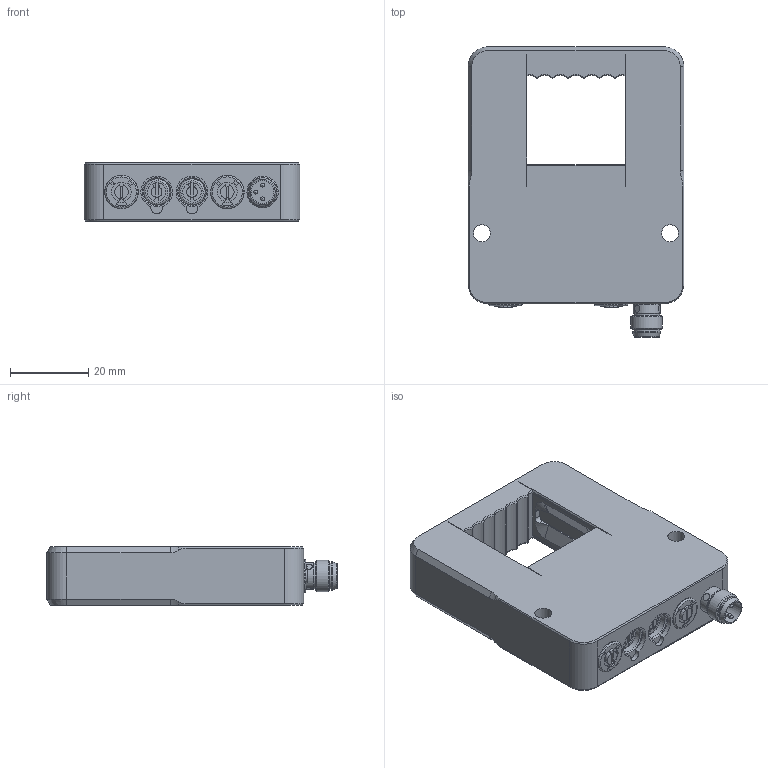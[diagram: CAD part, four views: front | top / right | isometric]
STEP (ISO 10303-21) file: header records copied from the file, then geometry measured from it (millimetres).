
FILE_DESCRIPTION(/* description */ (''),/* implementation_level */ '2;1');
FILE_NAME(/* name */ 'OGWSD 25.stp',/* time_stamp */ '2022-04-27T09:57:35+02:00',/* author */ ('ck'),/* organization */ ('di-soric GmbH & Co. KG'),/* preprocessor_version */ 'ST-DEVELOPER v18.1',/* originating_system */ 'Autodesk Inventor 2022',/* authorisation */ '');
FILE_SCHEMA (('AUTOMOTIVE_DESIGN { 1 0 10303 214 3 1 1 }'));
Length unit declared in the file: millimetre
Products named in the file (1): OGWSD 25
Bounding box: 55 x 74 x 15 mm (x, y, z)
Volume: 43886 mm3; surface area: 16238.7 mm2
Topology: 1 solids, 6 shells, 481 faces, 1160 edges, 729 vertices
Faces by surface type: plane 274, cylinder 153, cone 45, torus 6, sphere 3
Full cylindrical faces by diameter (mm): 1 x3, 1.8 x2, 2 x6, 2.5 x2, 4 x2, 4.3 x2, 5.8 x1, 6.4 x1, 6.6 x4, 6.7 x4, 6.9 x1, 7.2 x1, 7.3 x2, 8 x1, 8.5 x2, 8.6 x2
Entity records: 14142 total; most frequent: CARTESIAN_POINT 2766, DIRECTION 2407, ORIENTED_EDGE 2298, EDGE_CURVE 1149, AXIS2_PLACEMENT_3D 850, VERTEX_POINT 729, LINE 707, VECTOR 707
